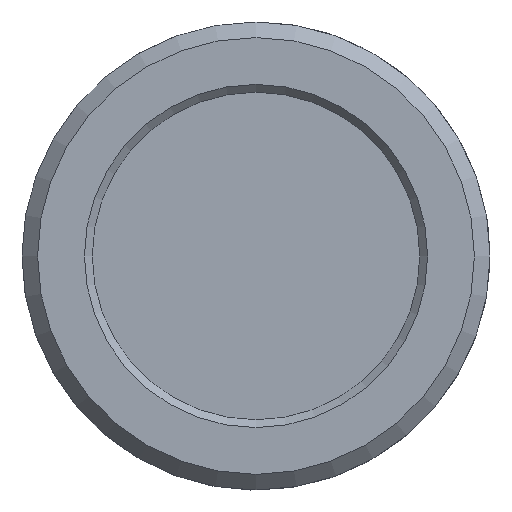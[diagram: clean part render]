
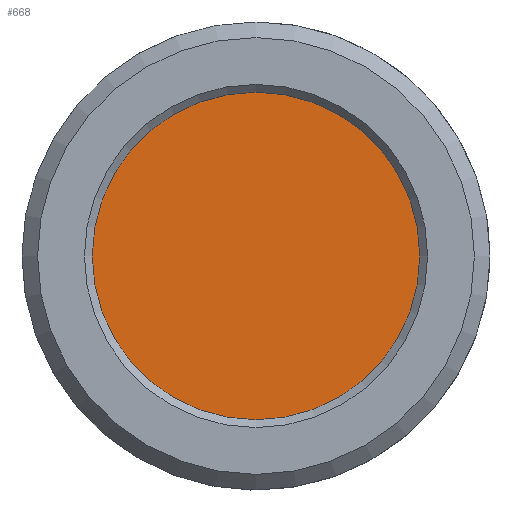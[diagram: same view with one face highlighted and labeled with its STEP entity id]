
A CAD part, top view. The second image highlights one B-rep face of the part: STEP entity #668.
In plain terms, the highlighted planar face has unit normal (0, 0, 1).
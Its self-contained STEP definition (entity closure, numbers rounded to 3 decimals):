
#294=ORIENTED_EDGE('',*,*,#391,.T.);
#391=EDGE_CURVE('',#452,#452,#488,.F.);
#452=VERTEX_POINT('',#1153);
#488=CIRCLE('',#757,21.);
#534=EDGE_LOOP('',(#294));
#592=FACE_BOUND('',#534,.T.);
#632=PLANE('',#756);
#668=ADVANCED_FACE('',(#592),#632,.F.);
#756=AXIS2_PLACEMENT_3D('',#1151,#948,#949);
#757=AXIS2_PLACEMENT_3D('',#1152,#950,#951);
#948=DIRECTION('',(0.,0.,-1.));
#949=DIRECTION('',(-1.,0.,0.));
#950=DIRECTION('',(0.,0.,-1.));
#951=DIRECTION('',(-1.,0.,0.));
#1151=CARTESIAN_POINT('',(0.,0.,-3.75));
#1152=CARTESIAN_POINT('',(0.,0.,-3.75));
#1153=CARTESIAN_POINT('',(-21.,0.,-3.75));
